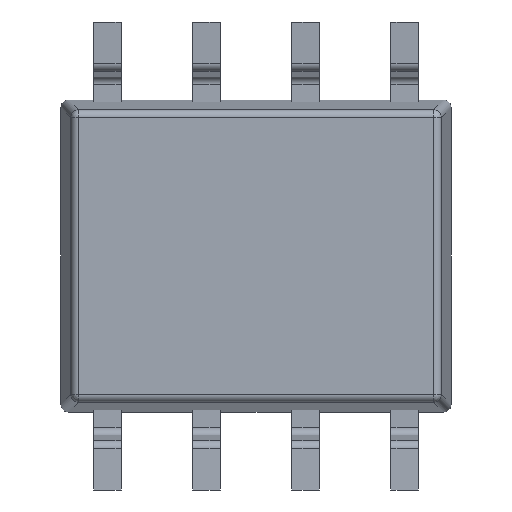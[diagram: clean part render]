
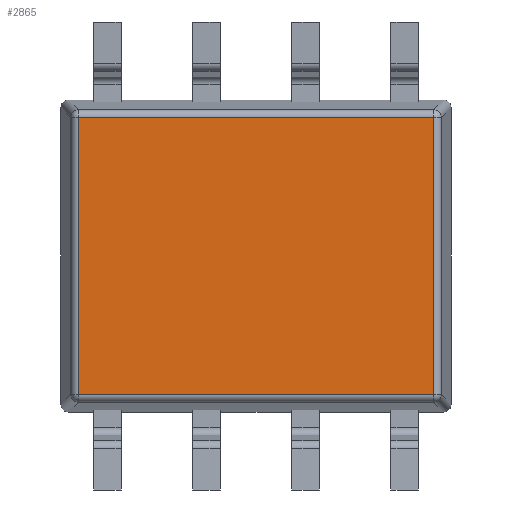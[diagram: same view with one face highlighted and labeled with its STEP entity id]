
A CAD part, front view. The second image highlights one B-rep face of the part: STEP entity #2865.
In plain terms, the highlighted planar face has unit normal (0, -1, 0).
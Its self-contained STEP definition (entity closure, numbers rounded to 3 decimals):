
#62 = DIRECTION ( 'NONE',  ( 1., 0., 0. ) ) ;
#481 = FACE_OUTER_BOUND ( 'NONE', #508, .T. ) ;
#508 = EDGE_LOOP ( 'NONE', ( #3046, #4121, #4558, #2585 ) ) ;
#526 = DIRECTION ( 'NONE',  ( 0., 0., 1. ) ) ;
#582 = VERTEX_POINT ( 'NONE', #1575 ) ;
#667 = DIRECTION ( 'NONE',  ( 0., 0., -1. ) ) ;
#693 = CARTESIAN_POINT ( 'NONE',  ( -2.276, 0., 0. ) ) ;
#827 = VECTOR ( 'NONE', #526, 1000. ) ;
#1006 = LINE ( 'NONE', #2868, #1732 ) ;
#1088 = CARTESIAN_POINT ( 'NONE',  ( 0., 0., 1.776 ) ) ;
#1243 = VERTEX_POINT ( 'NONE', #2040 ) ;
#1393 = LINE ( 'NONE', #1088, #4161 ) ;
#1467 = EDGE_CURVE ( 'NONE', #1243, #582, #1393, .T. ) ;
#1486 = EDGE_CURVE ( 'NONE', #2521, #3901, #1006, .T. ) ;
#1575 = CARTESIAN_POINT ( 'NONE',  ( -2.276, 0., 1.776 ) ) ;
#1667 = DIRECTION ( 'NONE',  ( 0., 0., -1. ) ) ;
#1732 = VECTOR ( 'NONE', #62, 1000. ) ;
#2040 = CARTESIAN_POINT ( 'NONE',  ( 2.276, 0., 1.776 ) ) ;
#2134 = CARTESIAN_POINT ( 'NONE',  ( -2.276, 0., -1.776 ) ) ;
#2323 = CARTESIAN_POINT ( 'NONE',  ( 0., 0., 0. ) ) ;
#2387 = DIRECTION ( 'NONE',  ( 0., -1., 0. ) ) ;
#2397 = LINE ( 'NONE', #2668, #827 ) ;
#2521 = VERTEX_POINT ( 'NONE', #2134 ) ;
#2585 = ORIENTED_EDGE ( 'NONE', *, *, #4204, .T. ) ;
#2668 = CARTESIAN_POINT ( 'NONE',  ( 2.276, 0., 1.861 ) ) ;
#2865 = ADVANCED_FACE ( 'NONE', ( #481 ), #3766, .T. ) ;
#2868 = CARTESIAN_POINT ( 'NONE',  ( 2.361, 0., -1.776 ) ) ;
#2917 = DIRECTION ( 'NONE',  ( -1., 0., 0. ) ) ;
#3046 = ORIENTED_EDGE ( 'NONE', *, *, #1486, .T. ) ;
#3203 = LINE ( 'NONE', #693, #4031 ) ;
#3290 = CARTESIAN_POINT ( 'NONE',  ( 2.276, 0., -1.776 ) ) ;
#3425 = EDGE_CURVE ( 'NONE', #3901, #1243, #2397, .T. ) ;
#3607 = AXIS2_PLACEMENT_3D ( 'NONE', #2323, #2387, #1667 ) ;
#3766 = PLANE ( 'NONE',  #3607 ) ;
#3901 = VERTEX_POINT ( 'NONE', #3290 ) ;
#4031 = VECTOR ( 'NONE', #667, 1000. ) ;
#4121 = ORIENTED_EDGE ( 'NONE', *, *, #3425, .T. ) ;
#4161 = VECTOR ( 'NONE', #2917, 1000. ) ;
#4204 = EDGE_CURVE ( 'NONE', #582, #2521, #3203, .T. ) ;
#4558 = ORIENTED_EDGE ( 'NONE', *, *, #1467, .T. ) ;
